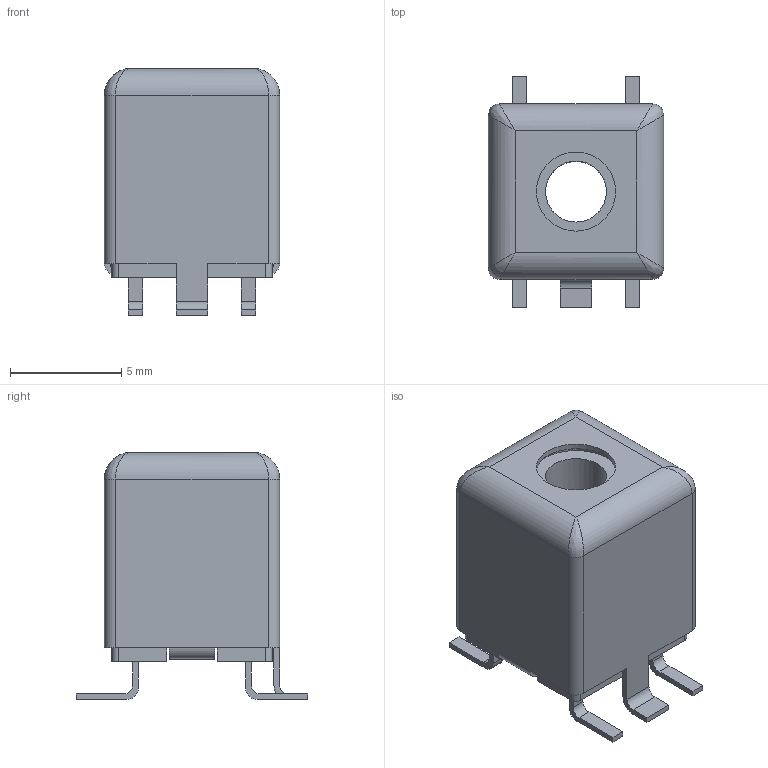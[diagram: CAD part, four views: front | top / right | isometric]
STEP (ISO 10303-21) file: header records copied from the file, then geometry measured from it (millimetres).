
FILE_DESCRIPTION(/* description */ (''),/* implementation_level */ '2;1');
FILE_NAME(/* name */ 'Q3SMT_430.step',/* time_stamp */ '2022-05-31T21:29:50-04:00',/* author */ (''),/* organization */ (''),/* preprocessor_version */ 'ST-DEVELOPER v19',/* originating_system */ 'Autodesk Translation Framework v11.7.0.108',/* authorisation */ '');
FILE_SCHEMA (('AUTOMOTIVE_DESIGN { 1 0 10303 214 3 1 1 }'));
Length unit declared in the file: inch
Products named in the file (2): Q3SMT_430; Component1
Assembly tree (1 placements, depth 2):
  Q3SMT_430
    Component1
Bounding box: 7.87 x 10.41 x 11.1 mm (x, y, z)
Volume: 170.2 mm3; surface area: 969.4 mm2
Topology: 9 solids, 9 shells, 132 faces, 336 edges, 212 vertices
Faces by surface type: plane 86, cylinder 38, bspline 8
Full cylindrical faces by diameter (mm): 2.734 x1, 3.556 x1, 4 x2
Entity records: 4169 total; most frequent: CARTESIAN_POINT 873, DIRECTION 672, ORIENTED_EDGE 660, EDGE_CURVE 330, LINE 242, VECTOR 242, VERTEX_POINT 216, AXIS2_PLACEMENT_3D 215
